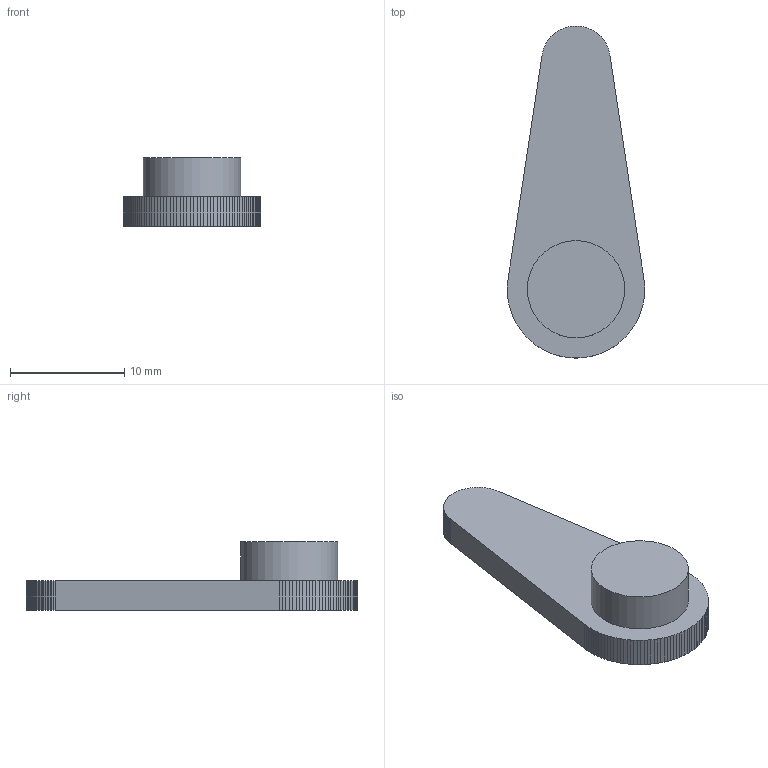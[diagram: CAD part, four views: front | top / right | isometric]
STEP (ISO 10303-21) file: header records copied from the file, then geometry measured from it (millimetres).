
FILE_DESCRIPTION(('FreeCAD Model'),'2;1');
FILE_NAME('Open CASCADE Shape Model','2022-09-25T11:20:21',('David Gray' ),(''),'Open CASCADE STEP processor 7.5','FreeCAD','Unknown');
FILE_SCHEMA(('AUTOMOTIVE_DESIGN { 1 0 10303 214 1 1 1 1 }'));
Length unit declared in the file: millimetre
Products named in the file (1): union
Bounding box: 12 x 29 x 6 mm (x, y, z)
Volume: 849.9 mm3; surface area: 774.8 mm2
Topology: 1 solids, 1 shells, 133 faces, 388 edges, 259 vertices
Faces by surface type: plane 132, cylinder 1
Full cylindrical faces by diameter (mm): 8.5 x1
Entity records: 9382 total; most frequent: CARTESIAN_POINT 1563, DIRECTION 1434, LINE 1157, VECTOR 1157, ORIENTED_EDGE 776, PCURVE 776, DEFINITIONAL_REPRESENTATION 776, EDGE_CURVE 388
